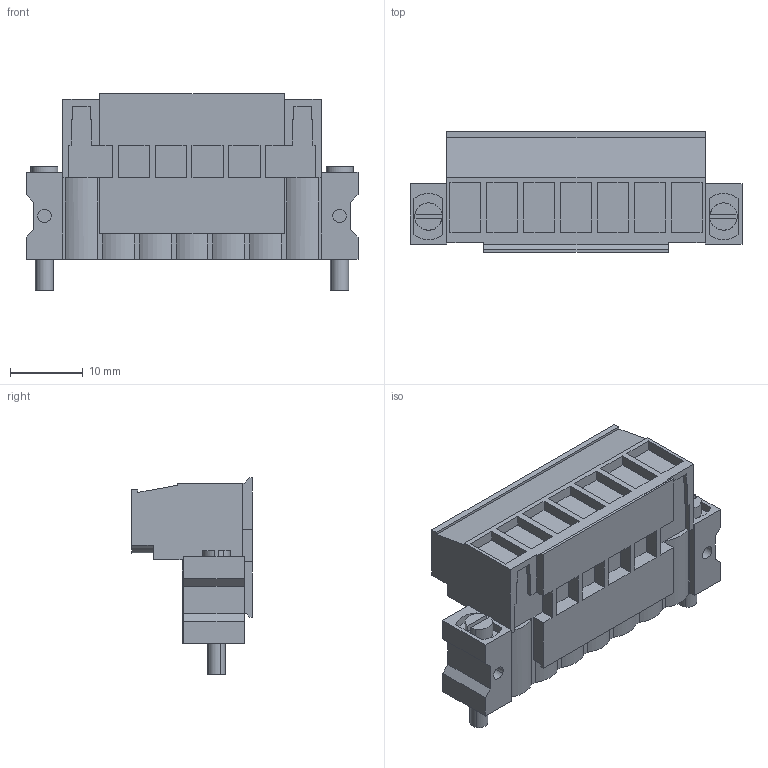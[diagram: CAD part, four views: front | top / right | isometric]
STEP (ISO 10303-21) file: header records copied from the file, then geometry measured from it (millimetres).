
FILE_DESCRIPTION(('CATIA V5 STEP','CAx-IF Rec.Pracs.--- Model Styling and Organization---1.2---2011-12-15'),'2;1');
FILE_NAME ('D1457453_0_1846260000_1846260000.stp','2017-06-01T07:44:18+00:00',('none'),('Weidmueller'),'CATIA Version 5-6 Release 2014','CATIA V5 STEP AP214','none');
FILE_SCHEMA(('AUTOMOTIVE_DESIGN { 1 0 10303 214 1 1 1 1 }'));
Length unit declared in the file: millimetre
Products named in the file (1): 1846260000
Bounding box: 45.68 x 16.6 x 26.98 mm (x, y, z)
Volume: 7585.5 mm3; surface area: 6840.3 mm2
Topology: 17 solids, 17 shells, 561 faces, 1510 edges, 1024 vertices
Faces by surface type: plane 422, cylinder 111, extrusion 28
Entity records: 17131 total; most frequent: CARTESIAN_POINT 3822, ORIENTED_EDGE 3020, DIRECTION 2152, EDGE_CURVE 1510, VECTOR 1222, LINE 1194, VERTEX_POINT 1024, EDGE_LOOP 620
